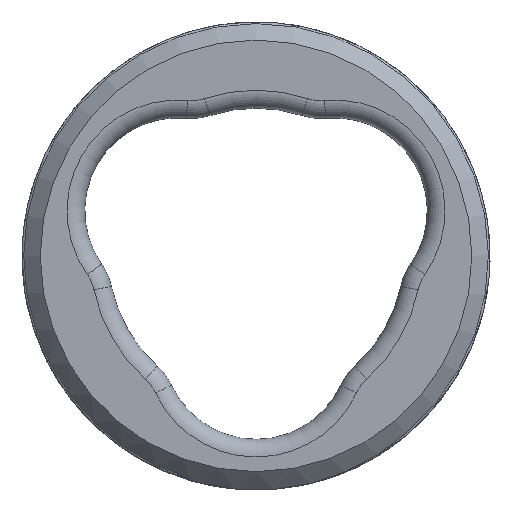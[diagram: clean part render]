
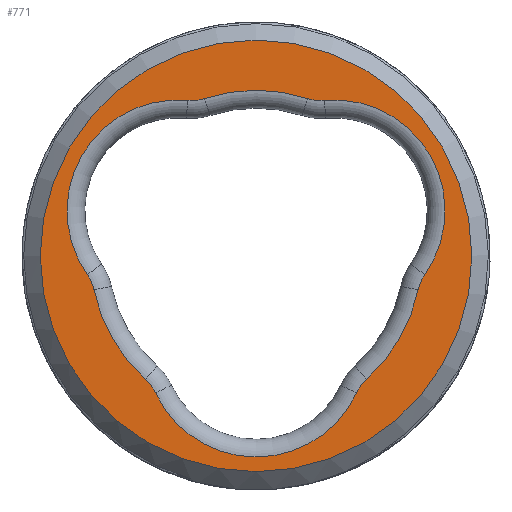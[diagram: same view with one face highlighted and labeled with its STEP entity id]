
A CAD part, top view. The second image highlights one B-rep face of the part: STEP entity #771.
In plain terms, the highlighted planar face has unit normal (0, 0, 1).
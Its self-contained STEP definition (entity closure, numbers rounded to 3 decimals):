
#40=FACE_BOUND('',#116,.T.);
#48=PLANE('',#856);
#63=FACE_OUTER_BOUND('',#115,.T.);
#115=EDGE_LOOP('',(#581));
#116=EDGE_LOOP('',(#582,#583,#584,#585,#586,#587,#588,#589,#590,#591,#592,
#593));
#174=CIRCLE('',#855,18.241);
#175=CIRCLE('',#857,9.364);
#176=CIRCLE('',#858,3.5);
#177=CIRCLE('',#859,14.);
#178=CIRCLE('',#860,3.5);
#179=CIRCLE('',#861,9.364);
#180=CIRCLE('',#862,3.5);
#181=CIRCLE('',#863,14.);
#182=CIRCLE('',#864,3.5);
#183=CIRCLE('',#865,9.364);
#184=CIRCLE('',#866,3.5);
#185=CIRCLE('',#867,14.);
#186=CIRCLE('',#868,3.5);
#332=VERTEX_POINT('',#2623);
#333=VERTEX_POINT('',#2627);
#334=VERTEX_POINT('',#2628);
#335=VERTEX_POINT('',#2630);
#336=VERTEX_POINT('',#2632);
#337=VERTEX_POINT('',#2634);
#338=VERTEX_POINT('',#2636);
#339=VERTEX_POINT('',#2638);
#340=VERTEX_POINT('',#2640);
#341=VERTEX_POINT('',#2642);
#342=VERTEX_POINT('',#2644);
#343=VERTEX_POINT('',#2646);
#344=VERTEX_POINT('',#2648);
#418=EDGE_CURVE('',#332,#332,#174,.F.);
#420=EDGE_CURVE('',#333,#334,#175,.T.);
#421=EDGE_CURVE('',#335,#333,#176,.T.);
#422=EDGE_CURVE('',#336,#335,#177,.T.);
#423=EDGE_CURVE('',#337,#336,#178,.T.);
#424=EDGE_CURVE('',#338,#337,#179,.T.);
#425=EDGE_CURVE('',#339,#338,#180,.T.);
#426=EDGE_CURVE('',#340,#339,#181,.T.);
#427=EDGE_CURVE('',#341,#340,#182,.T.);
#428=EDGE_CURVE('',#342,#341,#183,.T.);
#429=EDGE_CURVE('',#343,#342,#184,.T.);
#430=EDGE_CURVE('',#344,#343,#185,.T.);
#431=EDGE_CURVE('',#334,#344,#186,.T.);
#581=ORIENTED_EDGE('',*,*,#418,.F.);
#582=ORIENTED_EDGE('',*,*,#420,.F.);
#583=ORIENTED_EDGE('',*,*,#421,.F.);
#584=ORIENTED_EDGE('',*,*,#422,.F.);
#585=ORIENTED_EDGE('',*,*,#423,.F.);
#586=ORIENTED_EDGE('',*,*,#424,.F.);
#587=ORIENTED_EDGE('',*,*,#425,.F.);
#588=ORIENTED_EDGE('',*,*,#426,.F.);
#589=ORIENTED_EDGE('',*,*,#427,.F.);
#590=ORIENTED_EDGE('',*,*,#428,.F.);
#591=ORIENTED_EDGE('',*,*,#429,.F.);
#592=ORIENTED_EDGE('',*,*,#430,.F.);
#593=ORIENTED_EDGE('',*,*,#431,.F.);
#771=ADVANCED_FACE('',(#63,#40),#48,.F.);
#855=AXIS2_PLACEMENT_3D('',#2624,#1027,#1028);
#856=AXIS2_PLACEMENT_3D('',#2626,#1030,#1031);
#857=AXIS2_PLACEMENT_3D('',#2629,#1032,#1033);
#858=AXIS2_PLACEMENT_3D('',#2631,#1034,#1035);
#859=AXIS2_PLACEMENT_3D('',#2633,#1036,#1037);
#860=AXIS2_PLACEMENT_3D('',#2635,#1038,#1039);
#861=AXIS2_PLACEMENT_3D('',#2637,#1040,#1041);
#862=AXIS2_PLACEMENT_3D('',#2639,#1042,#1043);
#863=AXIS2_PLACEMENT_3D('',#2641,#1044,#1045);
#864=AXIS2_PLACEMENT_3D('',#2643,#1046,#1047);
#865=AXIS2_PLACEMENT_3D('',#2645,#1048,#1049);
#866=AXIS2_PLACEMENT_3D('',#2647,#1050,#1051);
#867=AXIS2_PLACEMENT_3D('',#2649,#1052,#1053);
#868=AXIS2_PLACEMENT_3D('',#2650,#1054,#1055);
#1027=DIRECTION('center_axis',(0.,0.,1.));
#1028=DIRECTION('ref_axis',(1.,0.,0.));
#1030=DIRECTION('center_axis',(0.,0.,-1.));
#1031=DIRECTION('ref_axis',(1.,0.,0.));
#1032=DIRECTION('center_axis',(0.,0.,1.));
#1033=DIRECTION('ref_axis',(0.,-1.,0.));
#1034=DIRECTION('center_axis',(0.,0.,-1.));
#1035=DIRECTION('ref_axis',(0.804,0.595,0.));
#1036=DIRECTION('center_axis',(0.,0.,1.));
#1037=DIRECTION('ref_axis',(-0.866,-0.5,0.));
#1038=DIRECTION('center_axis',(0.,0.,-1.));
#1039=DIRECTION('ref_axis',(0.917,0.399,0.));
#1040=DIRECTION('center_axis',(0.,0.,1.));
#1041=DIRECTION('ref_axis',(-0.866,0.5,0.));
#1042=DIRECTION('center_axis',(0.,0.,-1.));
#1043=DIRECTION('ref_axis',(0.113,-0.994,0.));
#1044=DIRECTION('center_axis',(0.,0.,1.));
#1045=DIRECTION('ref_axis',(0.,1.,0.));
#1046=DIRECTION('center_axis',(0.,0.,-1.));
#1047=DIRECTION('ref_axis',(-0.113,-0.994,0.));
#1048=DIRECTION('center_axis',(0.,0.,1.));
#1049=DIRECTION('ref_axis',(0.866,0.5,0.));
#1050=DIRECTION('center_axis',(0.,0.,-1.));
#1051=DIRECTION('ref_axis',(-0.917,0.399,0.));
#1052=DIRECTION('center_axis',(0.,0.,1.));
#1053=DIRECTION('ref_axis',(0.866,-0.5,0.));
#1054=DIRECTION('center_axis',(0.,0.,-1.));
#1055=DIRECTION('ref_axis',(-0.804,0.595,0.));
#2623=CARTESIAN_POINT('',(-18.241,0.,55.));
#2624=CARTESIAN_POINT('Origin',(0.,0.,55.));
#2626=CARTESIAN_POINT('Origin',(0.,0.,55.));
#2627=CARTESIAN_POINT('',(-8.499,-11.567,55.));
#2628=CARTESIAN_POINT('',(8.499,-11.567,55.));
#2629=CARTESIAN_POINT('Origin',(0.,-7.636,
55.));
#2630=CARTESIAN_POINT('',(-9.34,-10.429,55.));
#2631=CARTESIAN_POINT('Origin',(-11.676,-13.036,55.));
#2632=CARTESIAN_POINT('',(-13.702,-2.875,55.));
#2633=CARTESIAN_POINT('Origin',(0.,0.,
55.));
#2634=CARTESIAN_POINT('',(-14.266,-1.577,55.));
#2635=CARTESIAN_POINT('Origin',(-17.127,-3.594,55.));
#2636=CARTESIAN_POINT('',(-5.768,13.144,55.));
#2637=CARTESIAN_POINT('Origin',(-6.613,3.818,55.));
#2638=CARTESIAN_POINT('',(-4.361,13.303,55.));
#2639=CARTESIAN_POINT('Origin',(-5.451,16.629,55.));
#2640=CARTESIAN_POINT('',(4.361,13.303,55.));
#2641=CARTESIAN_POINT('Origin',(0.,0.,
55.));
#2642=CARTESIAN_POINT('',(5.768,13.144,55.));
#2643=CARTESIAN_POINT('Origin',(5.451,16.629,55.));
#2644=CARTESIAN_POINT('',(14.266,-1.577,55.));
#2645=CARTESIAN_POINT('Origin',(6.613,3.818,55.));
#2646=CARTESIAN_POINT('',(13.702,-2.875,55.));
#2647=CARTESIAN_POINT('Origin',(17.127,-3.594,55.));
#2648=CARTESIAN_POINT('',(9.34,-10.429,55.));
#2649=CARTESIAN_POINT('Origin',(0.,0.,
55.));
#2650=CARTESIAN_POINT('Origin',(11.676,-13.036,55.));
